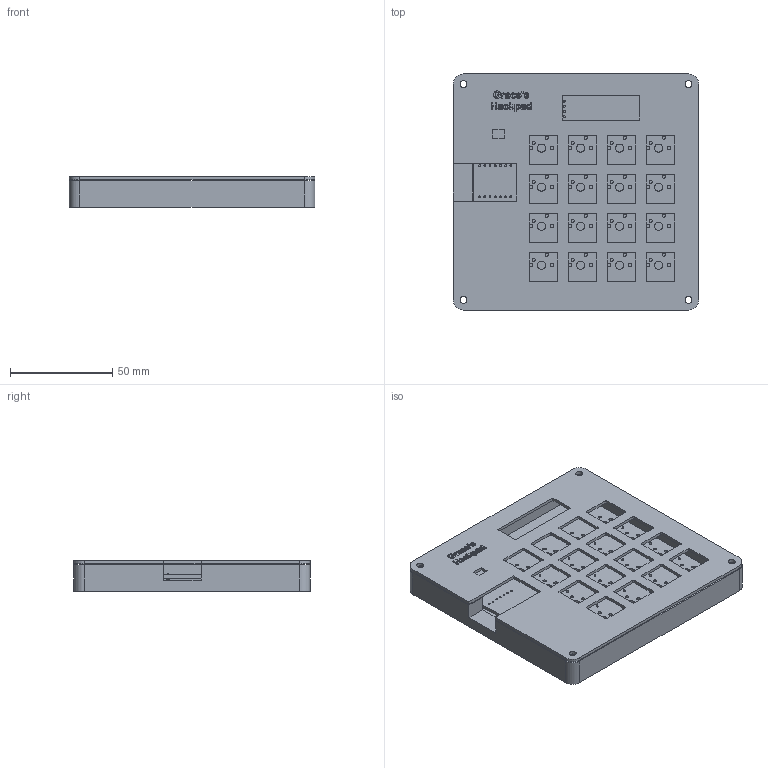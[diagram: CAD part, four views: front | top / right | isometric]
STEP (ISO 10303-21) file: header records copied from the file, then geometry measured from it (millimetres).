
FILE_DESCRIPTION(/* description */ (''),/* implementation_level */ '2;1');
FILE_NAME(/* name */ 'combined.step',/* time_stamp */ '2026-01-12T23:37:23-05:00',/* author */ (''),/* organization */ (''),/* preprocessor_version */ 'ST-DEVELOPER v20.1',/* originating_system */ 'Autodesk Translation Framework v14.21.0.0',/* authorisation */ '');
FILE_SCHEMA (('AUTOMOTIVE_DESIGN { 1 0 10303 214 3 1 1 }'));
Length unit declared in the file: millimetre
Products named in the file (6): 2026-01-12-23-27-14-744; 2026-01-11-23-38-23-177; 2026-01-11-23-38-25-257; 2026-01-13-04-29-02-464; 2026-01-13-04-29-02-466; 2026-01-13-04-29-02-465
Assembly tree (20 placements, depth 3):
  2026-01-12-23-27-14-744
    2026-01-11-23-38-23-177
    2026-01-11-23-38-25-257
    2026-01-13-04-29-02-464
      2026-01-13-04-29-02-465  x16
      2026-01-13-04-29-02-466
Bounding box: 119.86 x 115.32 x 14.94 mm (x, y, z)
Volume: 108661.2 mm3; surface area: 80306.4 mm2
Topology: 35 solids, 35 shells, 887 faces, 2251 edges, 1490 vertices
Faces by surface type: cylinder 310, plane 298, bspline 215, torus 64
Full cylindrical faces by diameter (mm): 0.5 x48, 0.8 x32, 0.889 x14, 1 x4, 1.5 x32, 1.7 x32, 2 x32, 2.02 x16, 3.4 x8, 4 x16, 6 x4
Entity records: 24072 total; most frequent: CARTESIAN_POINT 7379, ORIENTED_EDGE 3662, DIRECTION 2767, EDGE_CURVE 1831, VERTEX_POINT 1220, EDGE_LOOP 985, LINE 951, VECTOR 951
